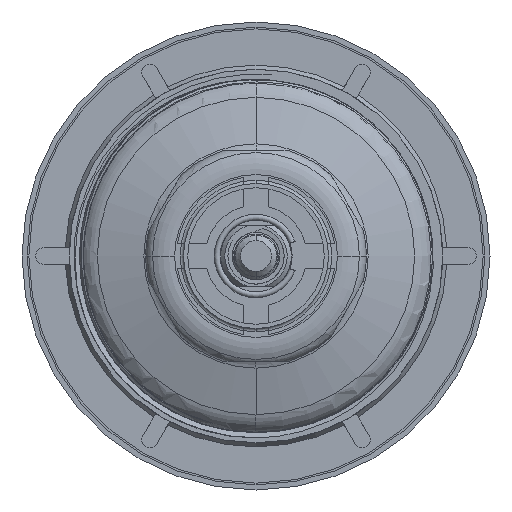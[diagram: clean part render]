
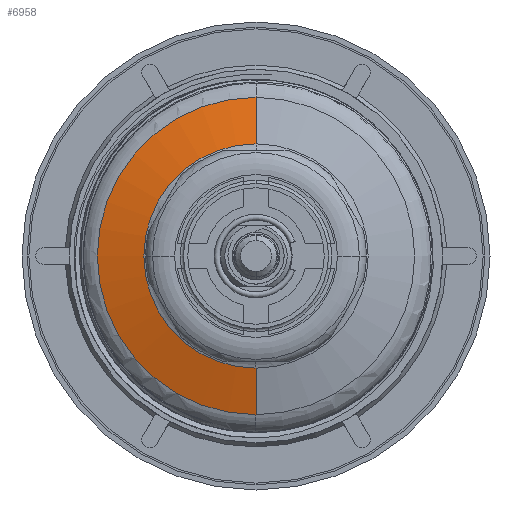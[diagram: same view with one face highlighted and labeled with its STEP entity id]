
A CAD part, front view. The second image highlights one B-rep face of the part: STEP entity #6958.
In plain terms, the highlighted conical face has half-angle 74.08 degrees and reference radius 32.129 mm.
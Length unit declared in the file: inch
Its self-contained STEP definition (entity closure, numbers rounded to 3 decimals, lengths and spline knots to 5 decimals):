
#2217=CARTESIAN_POINT('',(0.,0.73788,0.));
#2218=DIRECTION('',(0.,-1.,0.));
#2219=DIRECTION('',(0.,0.,1.));
#2220=AXIS2_PLACEMENT_3D('',#2217,#2218,#2219);
#2241=DIRECTION('',(0.,0.274,0.962));
#2242=VECTOR('',#2241,0.45159);
#2243=CARTESIAN_POINT('',(0.,0.73788,1.0478));
#2244=LINE('',#2243,#2242);
#2248=DIRECTION('',(0.,0.274,-0.962));
#2249=VECTOR('',#2248,0.45159);
#2250=CARTESIAN_POINT('',(0.,0.73788,-1.0478));
#2251=LINE('',#2250,#2249);
#2345=CARTESIAN_POINT('',(0.,0.86175,0.));
#2346=DIRECTION('',(0.,1.,0.));
#2347=DIRECTION('',(0.,0.,-1.));
#2348=AXIS2_PLACEMENT_3D('',#2345,#2346,#2347);
#4827=CARTESIAN_POINT('',(0.,0.73788,1.0478));
#4828=CARTESIAN_POINT('',(0.,0.73788,-1.0478));
#4829=VERTEX_POINT('',#4827);
#4830=VERTEX_POINT('',#4828);
#4905=CARTESIAN_POINT('',(0.,0.86175,1.48207));
#4906=CARTESIAN_POINT('',(0.,0.86175,-1.48207));
#4907=VERTEX_POINT('',#4905);
#4908=VERTEX_POINT('',#4906);
#6944=CARTESIAN_POINT('',(0.,0.79982,0.));
#6945=DIRECTION('',(0.,1.,0.));
#6946=DIRECTION('',(0.,0.,-1.));
#6947=AXIS2_PLACEMENT_3D('',#6944,#6945,#6946);
#6948=CONICAL_SURFACE('',#6947,1.26494,74.08);
#6950=ORIENTED_EDGE('',*,*,#6949,.T.);
#6952=ORIENTED_EDGE('',*,*,#6951,.F.);
#6953=ORIENTED_EDGE('',*,*,#6937,.T.);
#6955=ORIENTED_EDGE('',*,*,#6954,.T.);
#6956=EDGE_LOOP('',(#6950,#6952,#6953,#6955));
#6957=FACE_OUTER_BOUND('',#6956,.F.);
#2221=CIRCLE('',#2220,1.0478);
#2349=CIRCLE('',#2348,1.48207);
#6937=EDGE_CURVE('',#4829,#4830,#2221,.T.);
#6949=EDGE_CURVE('',#4908,#4907,#2349,.T.);
#6951=EDGE_CURVE('',#4829,#4907,#2244,.T.);
#6954=EDGE_CURVE('',#4830,#4908,#2251,.T.);
#6958=ADVANCED_FACE('',(#6957),#6948,.T.);
